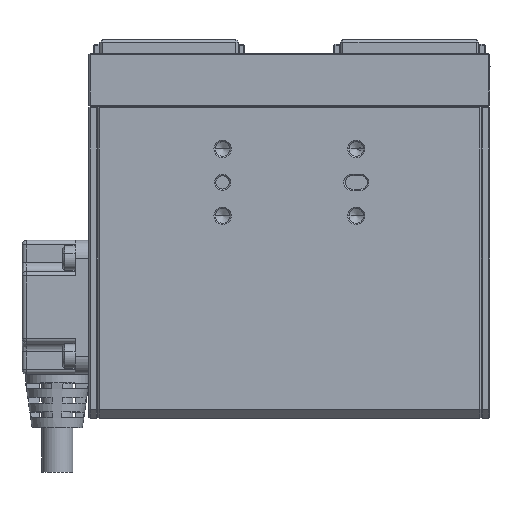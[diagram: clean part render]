
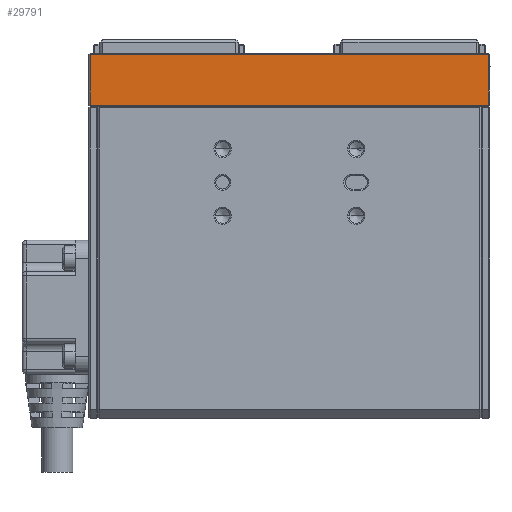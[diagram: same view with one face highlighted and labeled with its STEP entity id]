
A CAD part, top view. The second image highlights one B-rep face of the part: STEP entity #29791.
In plain terms, the highlighted planar face has unit normal (0, 0, 1).
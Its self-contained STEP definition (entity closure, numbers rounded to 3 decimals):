
#4276 = CARTESIAN_POINT ( 'NONE',  ( 45., 6., 18. ) ) ;
#5145 = VECTOR ( 'NONE', #55095, 1000. ) ;
#7316 = LINE ( 'NONE', #31135, #5145 ) ;
#8910 = CARTESIAN_POINT ( 'NONE',  ( 45., -5.7, 18. ) ) ;
#9219 = CARTESIAN_POINT ( 'NONE',  ( -44.7, -5.7, 18. ) ) ;
#10463 = CARTESIAN_POINT ( 'NONE',  ( 44.7, 5.7, 18. ) ) ;
#11542 = EDGE_CURVE ( 'NONE', #59488, #67015, #42242, .T. ) ;
#12459 = DIRECTION ( 'NONE',  ( 0., -1., 0. ) ) ;
#14669 = DIRECTION ( 'NONE',  ( 0., 1., 0. ) ) ;
#15548 = PLANE ( 'NONE',  #32406 ) ;
#15703 = VECTOR ( 'NONE', #14669, 1000. ) ;
#22080 = EDGE_CURVE ( 'NONE', #62556, #67015, #62489, .T. ) ;
#28028 = DIRECTION ( 'NONE',  ( 0., 0., -1. ) ) ;
#29791 = ADVANCED_FACE ( 'NONE', ( #69086 ), #15548, .F. ) ;
#31135 = CARTESIAN_POINT ( 'NONE',  ( 45., 5.7, 18. ) ) ;
#31868 = ORIENTED_EDGE ( 'NONE', *, *, #22080, .T. ) ;
#32406 = AXIS2_PLACEMENT_3D ( 'NONE', #4276, #28028, #52040 ) ;
#32731 = DIRECTION ( 'NONE',  ( 1., 0., 0. ) ) ;
#33327 = CARTESIAN_POINT ( 'NONE',  ( -44.7, 5.7, 18. ) ) ;
#42242 = LINE ( 'NONE', #66025, #47282 ) ;
#43218 = EDGE_LOOP ( 'NONE', ( #49206, #54819, #31868, #55955 ) ) ;
#44502 = LINE ( 'NONE', #68209, #15703 ) ;
#46957 = EDGE_CURVE ( 'NONE', #61137, #59488, #7316, .T. ) ;
#47282 = VECTOR ( 'NONE', #12459, 1000. ) ;
#48402 = EDGE_CURVE ( 'NONE', #62556, #61137, #44502, .T. ) ;
#49206 = ORIENTED_EDGE ( 'NONE', *, *, #46957, .F. ) ;
#52040 = DIRECTION ( 'NONE',  ( 0., 1., 0. ) ) ;
#54819 = ORIENTED_EDGE ( 'NONE', *, *, #48402, .F. ) ;
#55095 = DIRECTION ( 'NONE',  ( 1., 0., 0. ) ) ;
#55955 = ORIENTED_EDGE ( 'NONE', *, *, #11542, .F. ) ;
#59488 = VERTEX_POINT ( 'NONE', #10463 ) ;
#61137 = VERTEX_POINT ( 'NONE', #33327 ) ;
#62489 = LINE ( 'NONE', #8910, #70312 ) ;
#62556 = VERTEX_POINT ( 'NONE', #9219 ) ;
#64004 = CARTESIAN_POINT ( 'NONE',  ( 44.7, -5.7, 18. ) ) ;
#66025 = CARTESIAN_POINT ( 'NONE',  ( 44.7, 6., 18. ) ) ;
#67015 = VERTEX_POINT ( 'NONE', #64004 ) ;
#68209 = CARTESIAN_POINT ( 'NONE',  ( -44.7, 6., 18. ) ) ;
#69086 = FACE_OUTER_BOUND ( 'NONE', #43218, .T. ) ;
#70312 = VECTOR ( 'NONE', #32731, 1000. ) ;
